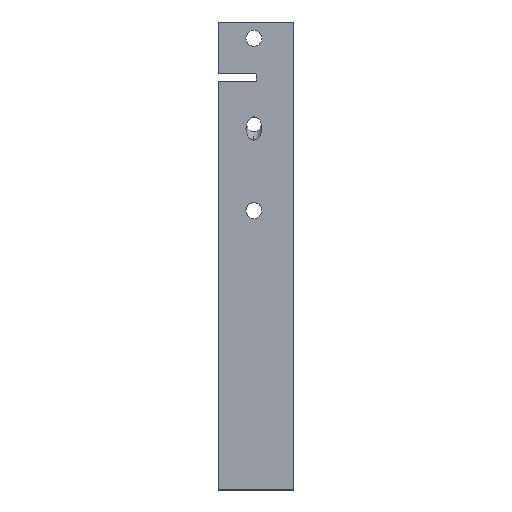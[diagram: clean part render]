
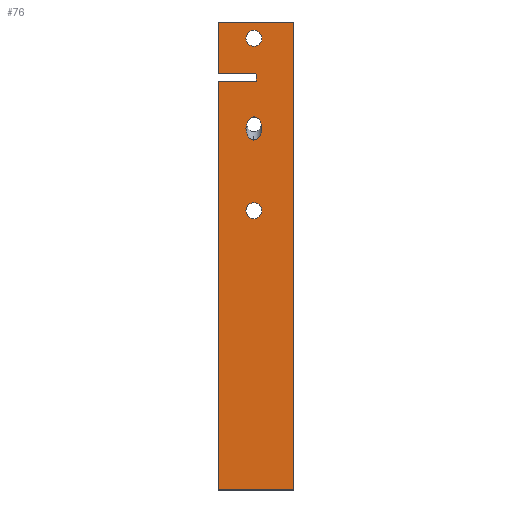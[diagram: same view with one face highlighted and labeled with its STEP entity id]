
A CAD part, top view. The second image highlights one B-rep face of the part: STEP entity #76.
In plain terms, the highlighted planar face has unit normal (0, 0, 1).
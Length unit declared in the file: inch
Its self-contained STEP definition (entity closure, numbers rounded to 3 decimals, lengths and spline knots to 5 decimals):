
#2 = ORIENTED_EDGE ( 'NONE', *, *, #294, .F. ) ;
#3 = DIRECTION ( 'NONE',  ( 0., 0., 1. ) ) ;
#16 = DIRECTION ( 'NONE',  ( 0., 0., -1. ) ) ;
#17 = CARTESIAN_POINT ( 'NONE',  ( 101.3122, 6.20833, 5.66307 ) ) ;
#22 = DIRECTION ( 'NONE',  ( 1., 0., 0. ) ) ;
#23 = CIRCLE ( 'NONE', #193, 0.125 ) ;
#31 = DIRECTION ( 'NONE',  ( 1., 0., 0. ) ) ;
#35 = ORIENTED_EDGE ( 'NONE', *, *, #307, .T. ) ;
#37 = DIRECTION ( 'NONE',  ( 0., 0., -1. ) ) ;
#44 = CARTESIAN_POINT ( 'NONE',  ( 102.3622, 10.89232, 5.66307 ) ) ;
#47 = EDGE_CURVE ( 'NONE', #513, #523, #220, .T. ) ;
#48 = LINE ( 'NONE', #444, #364 ) ;
#58 = ORIENTED_EDGE ( 'NONE', *, *, #404, .T. ) ;
#63 = VERTEX_POINT ( 'NONE', #536 ) ;
#76 = ADVANCED_FACE ( 'NONE', ( #254, #202, #491, #434 ), #579, .F. ) ;
#79 = DIRECTION ( 'NONE',  ( -1., 0., 0. ) ) ;
#81 = ORIENTED_EDGE ( 'NONE', *, *, #393, .F. ) ;
#96 = DIRECTION ( 'NONE',  ( -1., 0., 0. ) ) ;
#117 = ORIENTED_EDGE ( 'NONE', *, *, #453, .T. ) ;
#120 = EDGE_CURVE ( 'NONE', #396, #587, #214, .T. ) ;
#124 = VECTOR ( 'NONE', #510, 39.37008 ) ;
#128 = CARTESIAN_POINT ( 'NONE',  ( 100., 12.5, 5.66307 ) ) ;
#131 = CARTESIAN_POINT ( 'NONE',  ( 102.53, 8.55906, 5.66307 ) ) ;
#138 = CARTESIAN_POINT ( 'NONE',  ( 100., 9.08906, 5.66307 ) ) ;
#139 = CARTESIAN_POINT ( 'NONE',  ( 105., -18.5, 5.66307 ) ) ;
#146 = LINE ( 'NONE', #277, #288 ) ;
#152 = EDGE_CURVE ( 'NONE', #391, #388, #611, .T. ) ;
#155 = ORIENTED_EDGE ( 'NONE', *, *, #416, .F. ) ;
#162 = DIRECTION ( 'NONE',  ( 0., -1., 0. ) ) ;
#166 = ORIENTED_EDGE ( 'NONE', *, *, #120, .T. ) ;
#169 = ORIENTED_EDGE ( 'NONE', *, *, #380, .F. ) ;
#170 = CARTESIAN_POINT ( 'NONE',  ( 102.3622, 11.41732, 5.66307 ) ) ;
#171 = CARTESIAN_POINT ( 'NONE',  ( 102.405, 9.08906, 5.66307 ) ) ;
#173 = CARTESIAN_POINT ( 'NONE',  ( 102.405, 8.52906, 5.66307 ) ) ;
#177 = CARTESIAN_POINT ( 'NONE',  ( 102.405, 8.96406, 5.66307 ) ) ;
#188 = EDGE_CURVE ( 'NONE', #374, #547, #246, .T. ) ;
#189 = CARTESIAN_POINT ( 'NONE',  ( 102.3622, 11.41732, 5.66307 ) ) ;
#190 = CARTESIAN_POINT ( 'NONE',  ( 100., 12.5, 5.66307 ) ) ;
#193 = AXIS2_PLACEMENT_3D ( 'NONE', #328, #37, #376 ) ;
#196 = DIRECTION ( 'NONE',  ( -1., 0., 0. ) ) ;
#199 = AXIS2_PLACEMENT_3D ( 'NONE', #189, #378, #96 ) ;
#202 = FACE_OUTER_BOUND ( 'NONE', #543, .T. ) ;
#203 = CARTESIAN_POINT ( 'NONE',  ( 101.3122, 4.68237, 5.66307 ) ) ;
#214 = LINE ( 'NONE', #593, #534 ) ;
#218 = CARTESIAN_POINT ( 'NONE',  ( 102.3622, -0.525, 5.66307 ) ) ;
#220 = CIRCLE ( 'NONE', #574, 0.525 ) ;
#223 = DIRECTION ( 'NONE',  ( -1., 0., 0. ) ) ;
#230 = VERTEX_POINT ( 'NONE', #410 ) ;
#231 = AXIS2_PLACEMENT_3D ( 'NONE', #177, #272, #223 ) ;
#233 = CARTESIAN_POINT ( 'NONE',  ( 102.3622, 6.20833, 5.66307 ) ) ;
#243 = VECTOR ( 'NONE', #561, 39.37008 ) ;
#246 =( BOUNDED_CURVE ( )  B_SPLINE_CURVE ( 3, ( #257, #260, #446, #507 ),
 .UNSPECIFIED., .F., .F. ) 
 B_SPLINE_CURVE_WITH_KNOTS ( ( 4, 4 ),
 ( 0., 3.14159 ),
 .UNSPECIFIED. ) 
 CURVE ( )  GEOMETRIC_REPRESENTATION_ITEM ( )  RATIONAL_B_SPLINE_CURVE ( ( 1., 0.333, 0.333, 1. ) ) 
 REPRESENTATION_ITEM ( '' )  );
#248 = ORIENTED_EDGE ( 'NONE', *, *, #490, .F. ) ;
#250 = EDGE_CURVE ( 'NONE', #547, #374, #588, .T. ) ;
#252 = VERTEX_POINT ( 'NONE', #173 ) ;
#254 = FACE_BOUND ( 'NONE', #553, .T. ) ;
#257 = CARTESIAN_POINT ( 'NONE',  ( 102.3622, 4.68237, 5.66307 ) ) ;
#259 = EDGE_LOOP ( 'NONE', ( #535, #445 ) ) ;
#260 = CARTESIAN_POINT ( 'NONE',  ( 103.4122, 4.68237, 5.66307 ) ) ;
#271 = ORIENTED_EDGE ( 'NONE', *, *, #557, .T. ) ;
#272 = DIRECTION ( 'NONE',  ( 0., 0., -1. ) ) ;
#274 = ORIENTED_EDGE ( 'NONE', *, *, #152, .F. ) ;
#277 = CARTESIAN_POINT ( 'NONE',  ( 100., 9.08906, 5.66307 ) ) ;
#284 = CARTESIAN_POINT ( 'NONE',  ( 102.3622, 4.68237, 5.66307 ) ) ;
#288 = VECTOR ( 'NONE', #370, 39.37008 ) ;
#289 = CARTESIAN_POINT ( 'NONE',  ( 102.3622, 11.94232, 5.66307 ) ) ;
#294 = EDGE_CURVE ( 'NONE', #526, #63, #558, .T. ) ;
#298 = CARTESIAN_POINT ( 'NONE',  ( 102.3622, 0., 5.66307 ) ) ;
#305 = DIRECTION ( 'NONE',  ( -1., 0., 0. ) ) ;
#307 = EDGE_CURVE ( 'NONE', #329, #509, #146, .T. ) ;
#313 = CARTESIAN_POINT ( 'NONE',  ( 105., 12.5, 5.66307 ) ) ;
#314 = VERTEX_POINT ( 'NONE', #564 ) ;
#315 = EDGE_CURVE ( 'NONE', #616, #314, #461, .T. ) ;
#320 = CARTESIAN_POINT ( 'NONE',  ( 100., 12.5, 5.66307 ) ) ;
#323 = CARTESIAN_POINT ( 'NONE',  ( 102.53, 8.65406, 5.66307 ) ) ;
#326 = VECTOR ( 'NONE', #425, 39.37008 ) ;
#328 = CARTESIAN_POINT ( 'NONE',  ( 102.405, 8.65406, 5.66307 ) ) ;
#329 = VERTEX_POINT ( 'NONE', #138 ) ;
#342 = CIRCLE ( 'NONE', #199, 0.525 ) ;
#343 = AXIS2_PLACEMENT_3D ( 'NONE', #479, #16, #196 ) ;
#345 = DIRECTION ( 'NONE',  ( 0., 0., 1. ) ) ;
#354 = LINE ( 'NONE', #505, #576 ) ;
#362 = DIRECTION ( 'NONE',  ( 0., -1., 0. ) ) ;
#364 = VECTOR ( 'NONE', #22, 39.37008 ) ;
#368 = LINE ( 'NONE', #190, #326 ) ;
#370 = DIRECTION ( 'NONE',  ( 1., 0., 0. ) ) ;
#374 = VERTEX_POINT ( 'NONE', #284 ) ;
#376 = DIRECTION ( 'NONE',  ( -1., 0., 0. ) ) ;
#378 = DIRECTION ( 'NONE',  ( 0., 0., 1. ) ) ;
#380 = EDGE_CURVE ( 'NONE', #388, #391, #342, .T. ) ;
#388 = VERTEX_POINT ( 'NONE', #289 ) ;
#391 = VERTEX_POINT ( 'NONE', #44 ) ;
#393 = EDGE_CURVE ( 'NONE', #523, #513, #554, .T. ) ;
#394 = CARTESIAN_POINT ( 'NONE',  ( 102.3622, 4.68237, 5.66307 ) ) ;
#396 = VERTEX_POINT ( 'NONE', #413 ) ;
#399 = VECTOR ( 'NONE', #162, 39.37008 ) ;
#404 = EDGE_CURVE ( 'NONE', #509, #63, #484, .T. ) ;
#410 = CARTESIAN_POINT ( 'NONE',  ( 100., 8.52906, 5.66307 ) ) ;
#413 = CARTESIAN_POINT ( 'NONE',  ( 100., -18.5, 5.66307 ) ) ;
#416 = EDGE_CURVE ( 'NONE', #230, #252, #48, .T. ) ;
#422 = AXIS2_PLACEMENT_3D ( 'NONE', #170, #498, #305 ) ;
#425 = DIRECTION ( 'NONE',  ( 0., -1., 0. ) ) ;
#428 = CARTESIAN_POINT ( 'NONE',  ( 102.3622, 0., 5.66307 ) ) ;
#434 = FACE_BOUND ( 'NONE', #452, .T. ) ;
#444 = CARTESIAN_POINT ( 'NONE',  ( 100., 8.52906, 5.66307 ) ) ;
#445 = ORIENTED_EDGE ( 'NONE', *, *, #250, .F. ) ;
#446 = CARTESIAN_POINT ( 'NONE',  ( 103.4122, 6.20833, 5.66307 ) ) ;
#452 = EDGE_LOOP ( 'NONE', ( #81, #595 ) ) ;
#453 = EDGE_CURVE ( 'NONE', #230, #396, #354, .T. ) ;
#461 = LINE ( 'NONE', #128, #124 ) ;
#479 = CARTESIAN_POINT ( 'NONE',  ( 100., 12.5, 5.66307 ) ) ;
#484 = CIRCLE ( 'NONE', #231, 0.125 ) ;
#486 = DIRECTION ( 'NONE',  ( -1., 0., 0. ) ) ;
#490 = EDGE_CURVE ( 'NONE', #314, #587, #556, .T. ) ;
#491 = FACE_BOUND ( 'NONE', #259, .T. ) ;
#498 = DIRECTION ( 'NONE',  ( 0., 0., 1. ) ) ;
#505 = CARTESIAN_POINT ( 'NONE',  ( 100., 12.5, 5.66307 ) ) ;
#507 = CARTESIAN_POINT ( 'NONE',  ( 102.3622, 6.20833, 5.66307 ) ) ;
#508 = CARTESIAN_POINT ( 'NONE',  ( 102.3622, 0.525, 5.66307 ) ) ;
#509 = VERTEX_POINT ( 'NONE', #171 ) ;
#510 = DIRECTION ( 'NONE',  ( 1., 0., 0. ) ) ;
#513 = VERTEX_POINT ( 'NONE', #508 ) ;
#523 = VERTEX_POINT ( 'NONE', #218 ) ;
#526 = VERTEX_POINT ( 'NONE', #323 ) ;
#534 = VECTOR ( 'NONE', #31, 39.37008 ) ;
#535 = ORIENTED_EDGE ( 'NONE', *, *, #188, .F. ) ;
#536 = CARTESIAN_POINT ( 'NONE',  ( 102.53, 8.96406, 5.66307 ) ) ;
#541 = CARTESIAN_POINT ( 'NONE',  ( 102.3622, 6.20833, 5.66307 ) ) ;
#543 = EDGE_LOOP ( 'NONE', ( #271, #35, #58, #2, #610, #155, #117, #166, #248, #600 ) ) ;
#547 = VERTEX_POINT ( 'NONE', #233 ) ;
#553 = EDGE_LOOP ( 'NONE', ( #169, #274 ) ) ;
#554 = CIRCLE ( 'NONE', #602, 0.525 ) ;
#556 = LINE ( 'NONE', #313, #399 ) ;
#557 = EDGE_CURVE ( 'NONE', #616, #329, #368, .T. ) ;
#558 = LINE ( 'NONE', #131, #243 ) ;
#561 = DIRECTION ( 'NONE',  ( 0., 1., 0. ) ) ;
#564 = CARTESIAN_POINT ( 'NONE',  ( 105., 12.5, 5.66307 ) ) ;
#574 = AXIS2_PLACEMENT_3D ( 'NONE', #298, #345, #486 ) ;
#576 = VECTOR ( 'NONE', #362, 39.37008 ) ;
#579 = PLANE ( 'NONE',  #343 ) ;
#587 = VERTEX_POINT ( 'NONE', #139 ) ;
#588 =( BOUNDED_CURVE ( )  B_SPLINE_CURVE ( 3, ( #541, #17, #203, #394 ),
 .UNSPECIFIED., .F., .F. ) 
 B_SPLINE_CURVE_WITH_KNOTS ( ( 4, 4 ),
 ( 3.14159, 6.28319 ),
 .UNSPECIFIED. ) 
 CURVE ( )  GEOMETRIC_REPRESENTATION_ITEM ( )  RATIONAL_B_SPLINE_CURVE ( ( 1., 0.333, 0.333, 1. ) ) 
 REPRESENTATION_ITEM ( '' )  );
#593 = CARTESIAN_POINT ( 'NONE',  ( 100., -18.5, 5.66307 ) ) ;
#595 = ORIENTED_EDGE ( 'NONE', *, *, #47, .F. ) ;
#600 = ORIENTED_EDGE ( 'NONE', *, *, #315, .F. ) ;
#602 = AXIS2_PLACEMENT_3D ( 'NONE', #428, #3, #79 ) ;
#610 = ORIENTED_EDGE ( 'NONE', *, *, #613, .T. ) ;
#611 = CIRCLE ( 'NONE', #422, 0.525 ) ;
#613 = EDGE_CURVE ( 'NONE', #526, #252, #23, .T. ) ;
#616 = VERTEX_POINT ( 'NONE', #320 ) ;
